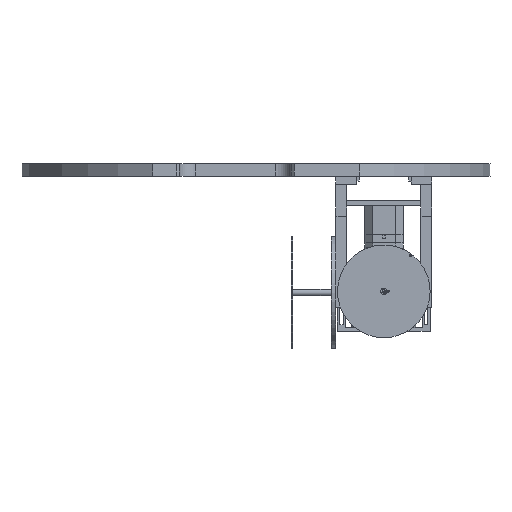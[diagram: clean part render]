
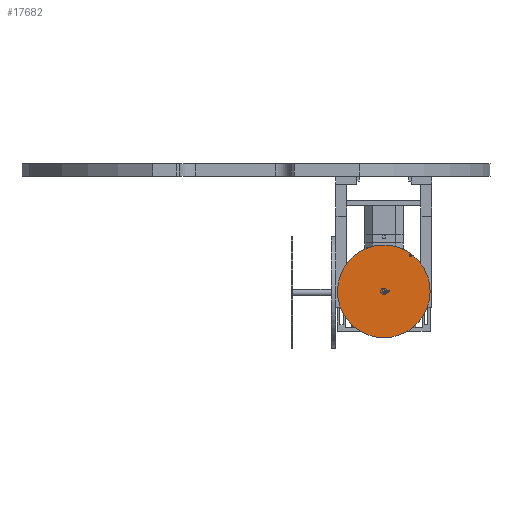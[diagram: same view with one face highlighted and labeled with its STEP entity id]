
A CAD part, left-side view. The second image highlights one B-rep face of the part: STEP entity #17682.
In plain terms, the highlighted face is planar.
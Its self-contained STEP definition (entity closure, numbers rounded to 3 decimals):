
#476=FACE_BOUND('',#2711,.T.);
#477=FACE_BOUND('',#2712,.T.);
#478=FACE_BOUND('',#2713,.T.);
#751=PLANE('',#19259);
#1511=FACE_OUTER_BOUND('',#2710,.T.);
#2710=EDGE_LOOP('',(#13499));
#2711=EDGE_LOOP('',(#13500));
#2712=EDGE_LOOP('',(#13501));
#2713=EDGE_LOOP('',(#13502));
#7207=CIRCLE('',#19256,0.8);
#7210=CIRCLE('',#19260,29.);
#7211=CIRCLE('',#19261,0.8);
#7212=CIRCLE('',#19262,1.1);
#8137=VERTEX_POINT('',#26932);
#8140=VERTEX_POINT('',#26940);
#8141=VERTEX_POINT('',#26942);
#8142=VERTEX_POINT('',#26944);
#10065=EDGE_CURVE('',#8137,#8137,#7207,.T.);
#10069=EDGE_CURVE('',#8140,#8140,#7210,.T.);
#10070=EDGE_CURVE('',#8141,#8141,#7211,.T.);
#10071=EDGE_CURVE('',#8142,#8142,#7212,.T.);
#13499=ORIENTED_EDGE('',*,*,#10069,.T.);
#13500=ORIENTED_EDGE('',*,*,#10070,.F.);
#13501=ORIENTED_EDGE('',*,*,#10071,.T.);
#13502=ORIENTED_EDGE('',*,*,#10065,.F.);
#17682=ADVANCED_FACE('',(#1511,#476,#477,#478),#751,.T.);
#19256=AXIS2_PLACEMENT_3D('',#26933,#22224,#22225);
#19259=AXIS2_PLACEMENT_3D('',#26939,#22231,#22232);
#19260=AXIS2_PLACEMENT_3D('',#26941,#22233,#22234);
#19261=AXIS2_PLACEMENT_3D('',#26943,#22235,#22236);
#19262=AXIS2_PLACEMENT_3D('',#26945,#22237,#22238);
#22224=DIRECTION('center_axis',(0.,0.,1.));
#22225=DIRECTION('ref_axis',(-1.,0.,0.));
#22231=DIRECTION('center_axis',(0.,0.,1.));
#22232=DIRECTION('ref_axis',(1.,0.,0.));
#22233=DIRECTION('center_axis',(0.,0.,1.));
#22234=DIRECTION('ref_axis',(1.,0.,0.));
#22235=DIRECTION('center_axis',(0.,0.,1.));
#22236=DIRECTION('ref_axis',(-1.,0.,0.));
#22237=DIRECTION('center_axis',(0.,0.,-1.));
#22238=DIRECTION('ref_axis',(1.,0.,0.));
#26932=CARTESIAN_POINT('',(-16.011,-22.5,28.));
#26933=CARTESIAN_POINT('Origin',(-16.811,-22.5,28.));
#26939=CARTESIAN_POINT('Origin',(0.,0.,28.));
#26940=CARTESIAN_POINT('',(-29.,0.,28.));
#26941=CARTESIAN_POINT('Origin',(0.,0.,28.));
#26942=CARTESIAN_POINT('',(-1.7,0.,28.));
#26943=CARTESIAN_POINT('Origin',(-2.5,0.,28.));
#26944=CARTESIAN_POINT('',(-1.1,0.,28.));
#26945=CARTESIAN_POINT('Origin',(0.,0.,28.));
